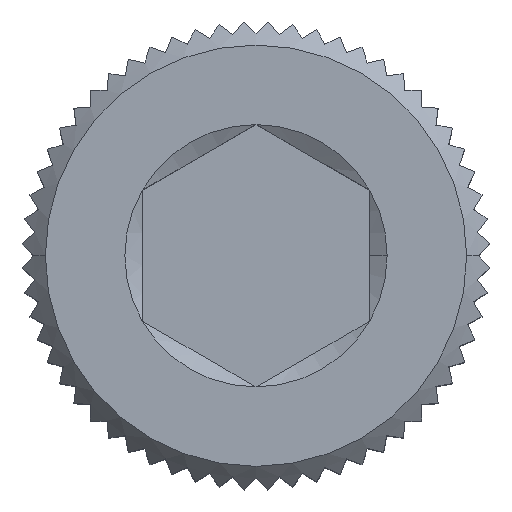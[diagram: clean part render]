
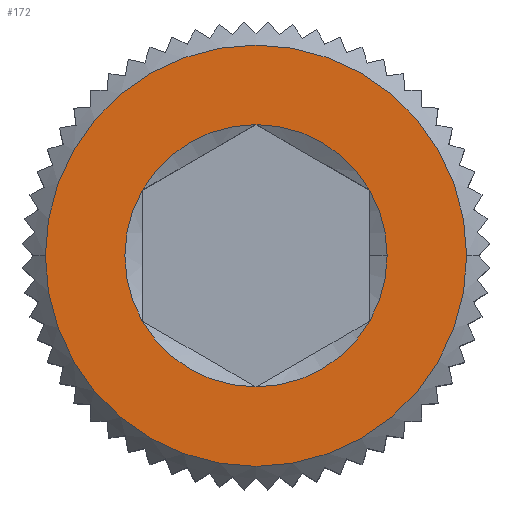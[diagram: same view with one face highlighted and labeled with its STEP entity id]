
A CAD part, top view. The second image highlights one B-rep face of the part: STEP entity #172.
In plain terms, the highlighted planar face has unit normal (0, 0, 1).
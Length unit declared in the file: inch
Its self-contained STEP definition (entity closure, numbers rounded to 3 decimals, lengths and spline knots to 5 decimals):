
#172 = ADVANCED_FACE ( 'NONE', ( #7880, #8624 ), #6420, .T. ) ;
#323 = CIRCLE ( 'NONE', #4044, 0.04511 ) ;
#393 = DIRECTION ( 'NONE',  ( 1., 0., 0. ) ) ;
#434 = CARTESIAN_POINT ( 'NONE',  ( 0., 0., 0.2995 ) ) ;
#547 = DIRECTION ( 'NONE',  ( 1., 0., 0. ) ) ;
#759 = CARTESIAN_POINT ( 'NONE',  ( 0.04511, 0., 0.2995 ) ) ;
#1135 = CARTESIAN_POINT ( 'NONE',  ( 0., 0., 0.2995 ) ) ;
#1176 = DIRECTION ( 'NONE',  ( 1., 0., 0. ) ) ;
#1294 = DIRECTION ( 'NONE',  ( 1., 0., 0. ) ) ;
#1468 = CARTESIAN_POINT ( 'NONE',  ( 0., 0., 0.2995 ) ) ;
#1560 = ORIENTED_EDGE ( 'NONE', *, *, #6037, .F. ) ;
#1660 = CARTESIAN_POINT ( 'NONE',  ( 0., 0.0805, 0.2995 ) ) ;
#1702 = CARTESIAN_POINT ( 'NONE',  ( 0.03906, -0.02255, 0.2995 ) ) ;
#1767 = VERTEX_POINT ( 'NONE', #4033 ) ;
#2021 = CARTESIAN_POINT ( 'NONE',  ( 0.03906, 0.02255, 0.2995 ) ) ;
#2028 = DIRECTION ( 'NONE',  ( 0., 0., 1. ) ) ;
#2086 = AXIS2_PLACEMENT_3D ( 'NONE', #2158, #2286, #1294 ) ;
#2132 = EDGE_LOOP ( 'NONE', ( #8274, #12441 ) ) ;
#2158 = CARTESIAN_POINT ( 'NONE',  ( 0., 0., 0.2995 ) ) ;
#2251 = ORIENTED_EDGE ( 'NONE', *, *, #10801, .F. ) ;
#2263 = VERTEX_POINT ( 'NONE', #11903 ) ;
#2286 = DIRECTION ( 'NONE',  ( 0., 0., 1. ) ) ;
#2353 = EDGE_CURVE ( 'NONE', #12001, #10414, #3340, .T. ) ;
#2440 = DIRECTION ( 'NONE',  ( 0., 0., 1. ) ) ;
#3033 = CIRCLE ( 'NONE', #9493, 0.04511 ) ;
#3172 = VERTEX_POINT ( 'NONE', #759 ) ;
#3176 = CARTESIAN_POINT ( 'NONE',  ( 0., 0., 0.2995 ) ) ;
#3340 = CIRCLE ( 'NONE', #7105, 0.04511 ) ;
#3344 = EDGE_CURVE ( 'NONE', #6042, #2263, #3450, .T. ) ;
#3446 = CARTESIAN_POINT ( 'NONE',  ( -0.03906, 0.02255, 0.2995 ) ) ;
#3450 = CIRCLE ( 'NONE', #7031, 0.07245 ) ;
#3691 = ORIENTED_EDGE ( 'NONE', *, *, #7541, .F. ) ;
#4033 = CARTESIAN_POINT ( 'NONE',  ( -0.03906, -0.02255, 0.2995 ) ) ;
#4044 = AXIS2_PLACEMENT_3D ( 'NONE', #434, #11222, #7254 ) ;
#4135 = CIRCLE ( 'NONE', #2086, 0.04511 ) ;
#4808 = DIRECTION ( 'NONE',  ( 1., 0., 0. ) ) ;
#5000 = CARTESIAN_POINT ( 'NONE',  ( 0., 0., 0.2995 ) ) ;
#5043 = DIRECTION ( 'NONE',  ( 1., 0., 0. ) ) ;
#5588 = CARTESIAN_POINT ( 'NONE',  ( 0.07245, 0., 0.2995 ) ) ;
#5654 = AXIS2_PLACEMENT_3D ( 'NONE', #11322, #12523, #4808 ) ;
#6037 = EDGE_CURVE ( 'NONE', #10414, #6993, #12043, .T. ) ;
#6042 = VERTEX_POINT ( 'NONE', #5588 ) ;
#6241 = AXIS2_PLACEMENT_3D ( 'NONE', #1135, #7193, #1176 ) ;
#6287 = DIRECTION ( 'NONE',  ( 0., 0., 1. ) ) ;
#6420 = PLANE ( 'NONE',  #10932 ) ;
#6685 = ORIENTED_EDGE ( 'NONE', *, *, #8393, .F. ) ;
#6993 = VERTEX_POINT ( 'NONE', #3446 ) ;
#7031 = AXIS2_PLACEMENT_3D ( 'NONE', #7867, #2028, #8850 ) ;
#7105 = AXIS2_PLACEMENT_3D ( 'NONE', #10066, #2440, #393 ) ;
#7193 = DIRECTION ( 'NONE',  ( 0., 0., 1. ) ) ;
#7254 = DIRECTION ( 'NONE',  ( 1., 0., 0. ) ) ;
#7434 = EDGE_LOOP ( 'NONE', ( #9813, #3691, #10882, #10191, #6685, #2251, #1560 ) ) ;
#7541 = EDGE_CURVE ( 'NONE', #3172, #12001, #3033, .T. ) ;
#7648 = EDGE_CURVE ( 'NONE', #2263, #6042, #12016, .T. ) ;
#7755 = VERTEX_POINT ( 'NONE', #9015 ) ;
#7867 = CARTESIAN_POINT ( 'NONE',  ( 0., 0., 0.2995 ) ) ;
#7880 = FACE_OUTER_BOUND ( 'NONE', #2132, .T. ) ;
#8274 = ORIENTED_EDGE ( 'NONE', *, *, #7648, .T. ) ;
#8393 = EDGE_CURVE ( 'NONE', #1767, #7755, #10212, .T. ) ;
#8463 = DIRECTION ( 'NONE',  ( 0., 0., 1. ) ) ;
#8624 = FACE_BOUND ( 'NONE', #7434, .T. ) ;
#8850 = DIRECTION ( 'NONE',  ( 1., 0., 0. ) ) ;
#9015 = CARTESIAN_POINT ( 'NONE',  ( 0., -0.04511, 0.2995 ) ) ;
#9493 = AXIS2_PLACEMENT_3D ( 'NONE', #5000, #10875, #12630 ) ;
#9570 = VERTEX_POINT ( 'NONE', #1702 ) ;
#9813 = ORIENTED_EDGE ( 'NONE', *, *, #2353, .F. ) ;
#10066 = CARTESIAN_POINT ( 'NONE',  ( 0., 0., 0.2995 ) ) ;
#10191 = ORIENTED_EDGE ( 'NONE', *, *, #12180, .F. ) ;
#10212 = CIRCLE ( 'NONE', #12039, 0.04511 ) ;
#10414 = VERTEX_POINT ( 'NONE', #10434 ) ;
#10434 = CARTESIAN_POINT ( 'NONE',  ( 0., 0.04511, 0.2995 ) ) ;
#10480 = AXIS2_PLACEMENT_3D ( 'NONE', #3176, #10873, #5043 ) ;
#10605 = EDGE_CURVE ( 'NONE', #9570, #3172, #4135, .T. ) ;
#10801 = EDGE_CURVE ( 'NONE', #6993, #1767, #323, .T. ) ;
#10873 = DIRECTION ( 'NONE',  ( 0., 0., 1. ) ) ;
#10875 = DIRECTION ( 'NONE',  ( 0., 0., 1. ) ) ;
#10882 = ORIENTED_EDGE ( 'NONE', *, *, #10605, .F. ) ;
#10932 = AXIS2_PLACEMENT_3D ( 'NONE', #1660, #8463, #547 ) ;
#11156 = DIRECTION ( 'NONE',  ( 1., 0., 0. ) ) ;
#11222 = DIRECTION ( 'NONE',  ( 0., 0., 1. ) ) ;
#11322 = CARTESIAN_POINT ( 'NONE',  ( 0., 0., 0.2995 ) ) ;
#11903 = CARTESIAN_POINT ( 'NONE',  ( -0.07245, 0., 0.2995 ) ) ;
#12001 = VERTEX_POINT ( 'NONE', #2021 ) ;
#12016 = CIRCLE ( 'NONE', #6241, 0.07245 ) ;
#12017 = CIRCLE ( 'NONE', #10480, 0.04511 ) ;
#12039 = AXIS2_PLACEMENT_3D ( 'NONE', #1468, #6287, #11156 ) ;
#12043 = CIRCLE ( 'NONE', #5654, 0.04511 ) ;
#12180 = EDGE_CURVE ( 'NONE', #7755, #9570, #12017, .T. ) ;
#12441 = ORIENTED_EDGE ( 'NONE', *, *, #3344, .T. ) ;
#12523 = DIRECTION ( 'NONE',  ( 0., 0., 1. ) ) ;
#12630 = DIRECTION ( 'NONE',  ( 1., 0., 0. ) ) ;
